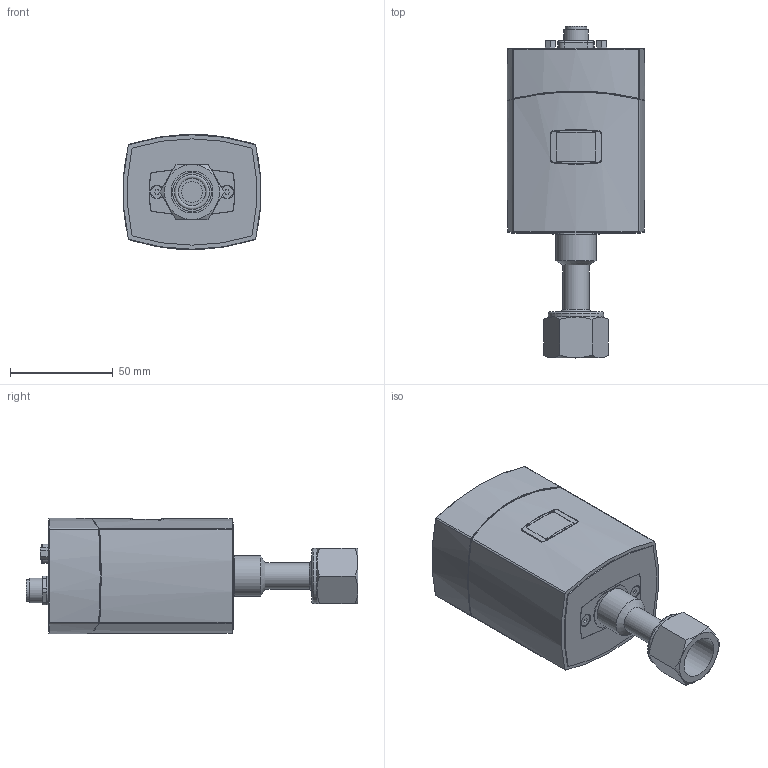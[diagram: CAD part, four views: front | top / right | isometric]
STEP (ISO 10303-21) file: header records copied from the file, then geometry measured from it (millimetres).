
FILE_DESCRIPTION((''),'2;1');
FILE_NAME('MPCG55x_9DSub_DNet_4VCR.stp','2013-04-03T16:01:27',('BEM'),(''),'Autodesk Inventor 2012','Autodesk Inventor 2012','');
FILE_SCHEMA(('AUTOMOTIVE_DESIGN { 1 0 10303 214 1 1 1 1 }'));
Length unit declared in the file: millimetre
Products named in the file (1): Bauteil4
Bounding box: 67 x 161.3 x 56 mm (x, y, z)
Volume: 85598.1 mm3; surface area: 80194.2 mm2
Topology: 2 solids, 3 shells, 1123 faces, 2995 edges, 1954 vertices
Faces by surface type: plane 672, cylinder 359, cone 42, torus 28, sphere 14, bspline 8
Full cylindrical faces by diameter (mm): 0.9 x18, 1 x16, 1.1 x2, 1.3 x9, 2 x2, 2.1 x2, 2.156 x2, 2.6 x6, 2.8 x7, 2.845 x2, 2.9 x5, 3 x10, 3.2 x8, 3.4 x5, 3.6 x2, 4 x2, 8.3 x1, 9.4 x1, 9.5 x1, 10.2 x1, 10.5 x2, 12 x2, 12.2 x1, 12.7 x1, 14 x1, 15.2 x1, 15.5 x1, 16 x1, 18 x1, 18.8 x1
Entity records: 35531 total; most frequent: CARTESIAN_POINT 6940, DIRECTION 5581, ORIENTED_EDGE 5516, EDGE_CURVE 2758, VERTEX_POINT 1892, AXIS2_PLACEMENT_3D 1861, VECTOR 1859, LINE 1859
